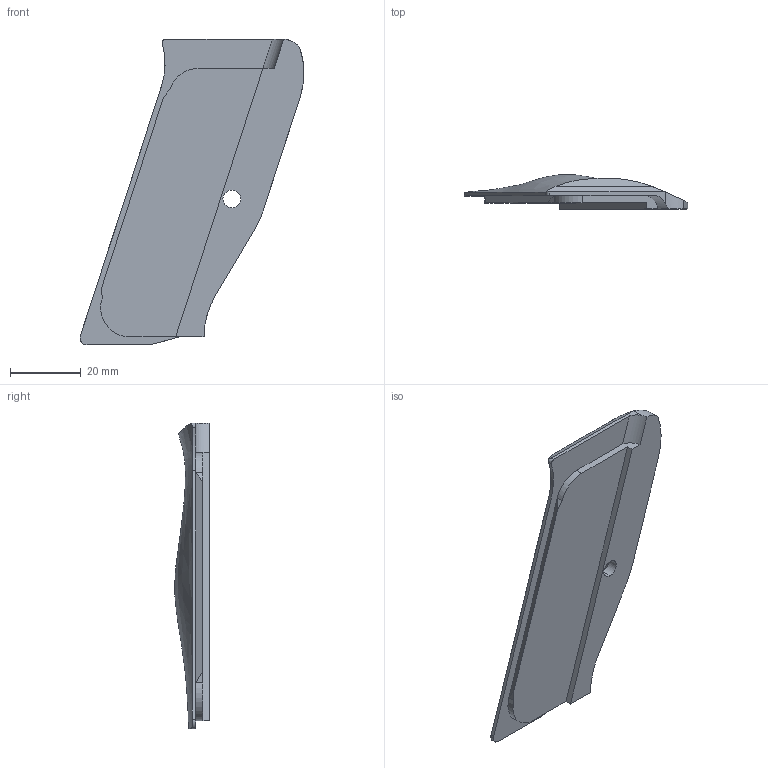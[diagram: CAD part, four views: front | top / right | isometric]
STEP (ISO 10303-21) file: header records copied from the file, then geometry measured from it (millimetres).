
FILE_DESCRIPTION (( 'STEP AP214' ), '1' );
FILE_NAME ('CZ_grip_panel_palmswell.STEP', '2024-05-10T20:26:16', ( '' ), ( '' ), 'SwSTEP 2.0', 'SolidWorks 2022', '' );
FILE_SCHEMA (( 'AUTOMOTIVE_DESIGN' ));
Length unit declared in the file: millimetre
Products named in the file (1): CZ_grip_panel_palmswell
Bounding box: 63.24 x 9.8 x 86.48 mm (x, y, z)
Volume: 14947.3 mm3; surface area: 7716.3 mm2
Topology: 1 solids, 1 shells, 41 faces, 114 edges, 76 vertices
Faces by surface type: plane 19, cylinder 14, bspline 6, cone 2
Entity records: 4608 total; most frequent: CARTESIAN_POINT 3600, ORIENTED_EDGE 228, DIRECTION 163, EDGE_CURVE 114, VERTEX_POINT 76, AXIS2_PLACEMENT_3D 55, VECTOR 53, LINE 53
